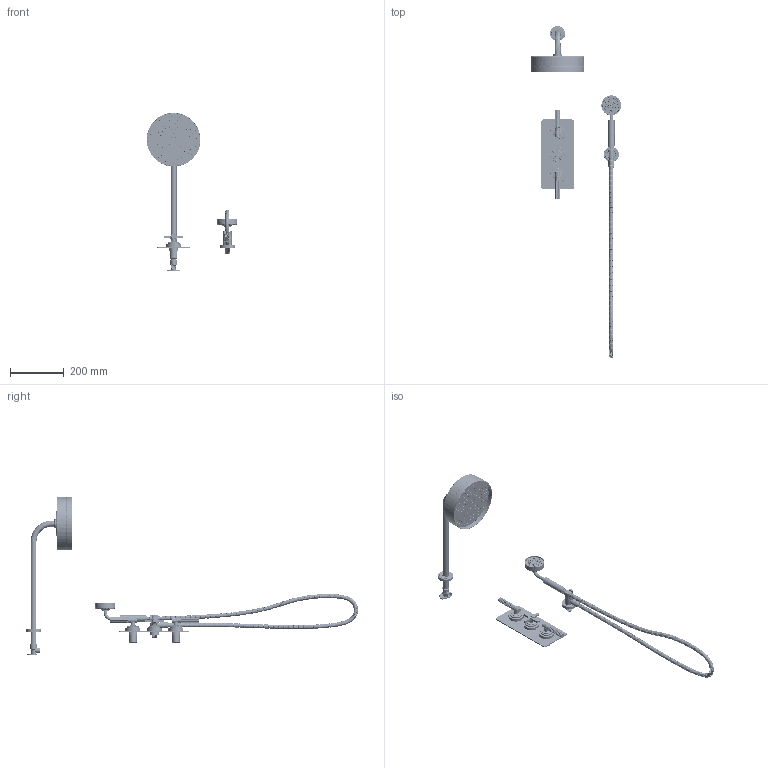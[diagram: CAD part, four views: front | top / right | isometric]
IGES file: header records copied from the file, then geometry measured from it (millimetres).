
Global section: file name: V7B2XLL9; native system: Autodesk Inventor 2023; preprocessor: unknown; author: rclarke; date: 20230224.104631; units: millimetre
Bounding box: 336.99 x 1235.99 x 589.99 mm (x, y, z)
Volume: 2167632.4 mm3; surface area: 665222.7 mm2
Topology: 90 solids, 99 shells, 6408 faces, 17907 edges, 12630 vertices
Faces by surface type: bspline 6408
